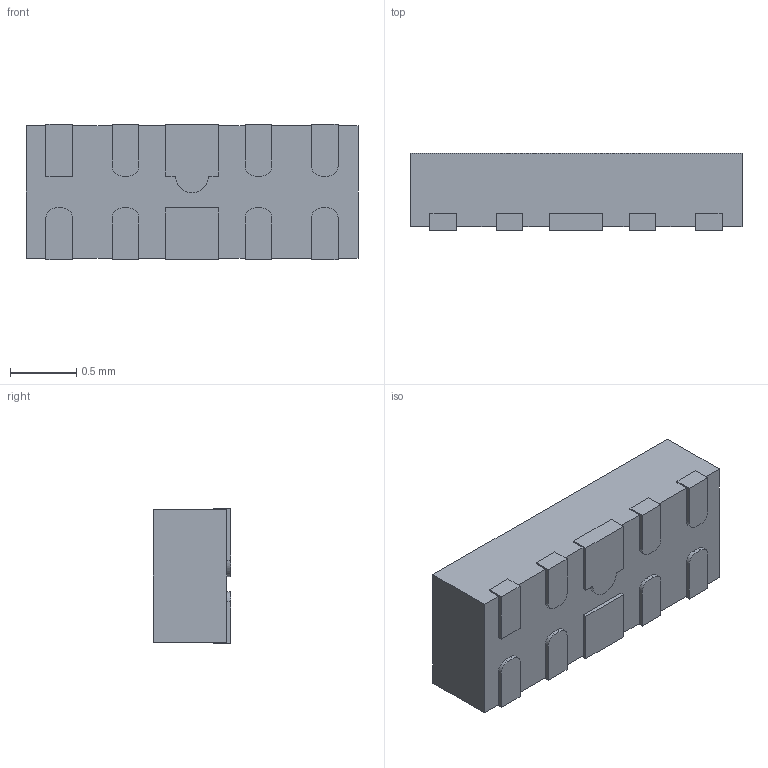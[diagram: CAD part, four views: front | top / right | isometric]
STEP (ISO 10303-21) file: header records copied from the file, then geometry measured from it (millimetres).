
FILE_DESCRIPTION (( 'STEP AP214' ), '1' );
FILE_NAME ('243976D8-0CF6-4F15-91C3-FEBD1F523EB0.STEP', '2024-06-13T21:15:11', ( '' ), ( '' ), 'SwSTEP 2.0', 'SolidWorks 2022', '' );
FILE_SCHEMA (( 'AUTOMOTIVE_DESIGN' ));
Length unit declared in the file: millimetre
Products named in the file (1): 243976D8-0CF6-4F15-91C3-FEBD1F523EB0
Bounding box: 2.5 x 0.58 x 1.02 mm (x, y, z)
Volume: 1.4 mm3; surface area: 9.4 mm2
Topology: 1 solids, 1 shells, 241 faces, 663 edges, 442 vertices
Faces by surface type: plane 151, bspline 73, cylinder 17
Entity records: 11952 total; most frequent: CARTESIAN_POINT 5244, ORIENTED_EDGE 1326, DIRECTION 889, EDGE_CURVE 663, LINE 483, VECTOR 483, VERTEX_POINT 442, EDGE_LOOP 259
